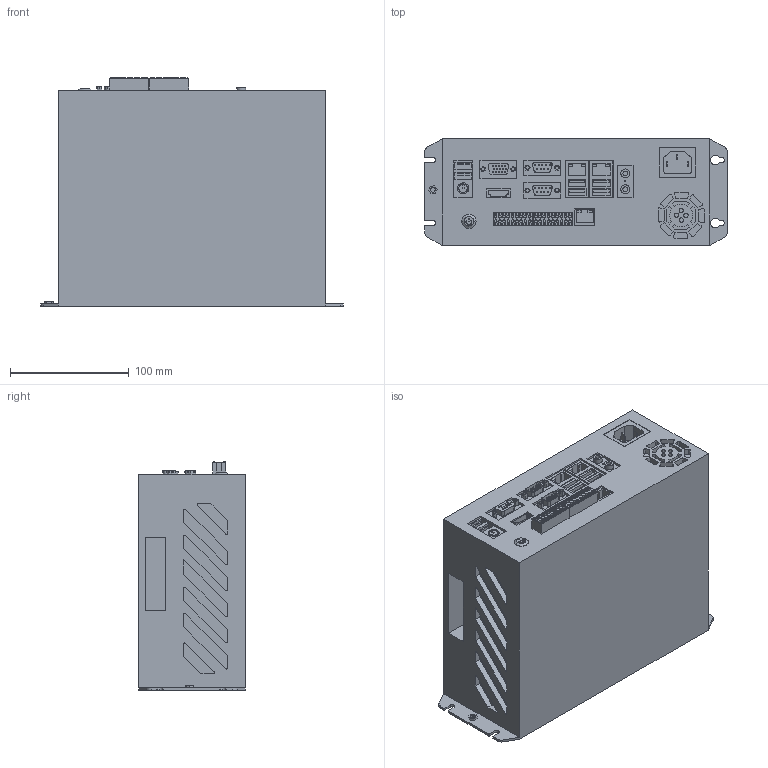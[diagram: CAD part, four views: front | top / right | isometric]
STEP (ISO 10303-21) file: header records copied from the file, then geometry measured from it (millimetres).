
FILE_DESCRIPTION (( 'STEP AP203' ), '1' );
FILE_NAME ('VPLC710-I5-ETH2.STEP', '2023-08-16T08:54:08', ( '' ), ( '' ), 'SwSTEP 2.0', 'SolidWorks 2019', '' );
FILE_SCHEMA (( 'CONFIG_CONTROL_DESIGN' ));
Length unit declared in the file: millimetre
Products named in the file (1): VPLC710-I5-ETH2
Bounding box: 255 x 90 x 192.5 mm (x, y, z)
Volume: 3598188.3 mm3; surface area: 201355.1 mm2
Topology: 1 solids, 1 shells, 1235 faces, 2955 edges, 1966 vertices
Faces by surface type: plane 927, cylinder 306, cone 2
Entity records: 35692 total; most frequent: CARTESIAN_POINT 6157, DIRECTION 6041, ORIENTED_EDGE 5910, EDGE_CURVE 2955, LINE 2341, VECTOR 2341, VERTEX_POINT 1966, AXIS2_PLACEMENT_3D 1850
